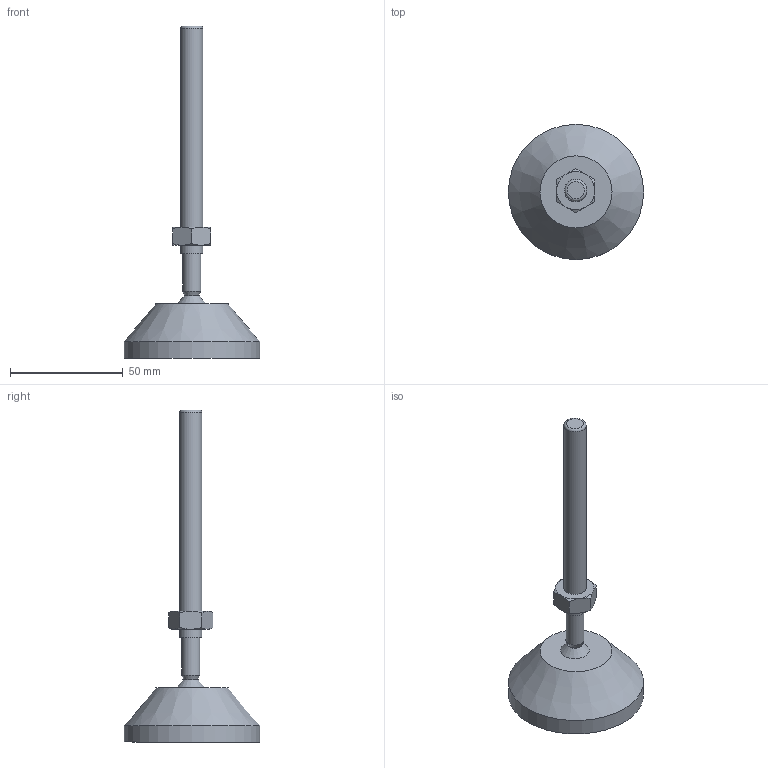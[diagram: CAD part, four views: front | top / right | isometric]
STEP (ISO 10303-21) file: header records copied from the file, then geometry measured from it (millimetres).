
FILE_DESCRIPTION(/* description */ (''),/* implementation_level */ '2;1');
FILE_NAME(/* name */ '30-M10D50-1.step',/* time_stamp */ '2022-06-24T15:11:39-04:00',/* author */ (''),/* organization */ (''),/* preprocessor_version */ 'ST-DEVELOPER v19',/* originating_system */ 'Autodesk Translation Framework v11.7.0.108',/* authorisation */ '');
FILE_SCHEMA (('AUTOMOTIVE_DESIGN { 1 0 10303 214 3 1 1 }'));
Length unit declared in the file: millimetre
Products named in the file (2): Working 6-24-22a; 91423A130_Fine-Thread Medium-Strength Steel Hex Nut
Assembly tree (1 placements, depth 2):
  Working 6-24-22a
    91423A130_Fine-Thread Medium-Strength Steel Hex Nut
Bounding box: 60 x 60 x 147.38 mm (x, y, z)
Volume: 84187.9 mm3; surface area: 18767.2 mm2
Topology: 5 solids, 5 shells, 54 faces, 108 edges, 65 vertices
Faces by surface type: cone 20, plane 17, cylinder 13, bspline 3, torus 1
Full cylindrical faces by diameter (mm): 8 x1, 9.85 x1, 10 x6, 12.694 x1, 50 x1, 60 x1
Entity records: 2916 total; most frequent: CARTESIAN_POINT 1842, ORIENTED_EDGE 216, DIRECTION 206, EDGE_CURVE 108, AXIS2_PLACEMENT_3D 91, VERTEX_POINT 65, EDGE_LOOP 57, FACE_OUTER_BOUND 54
